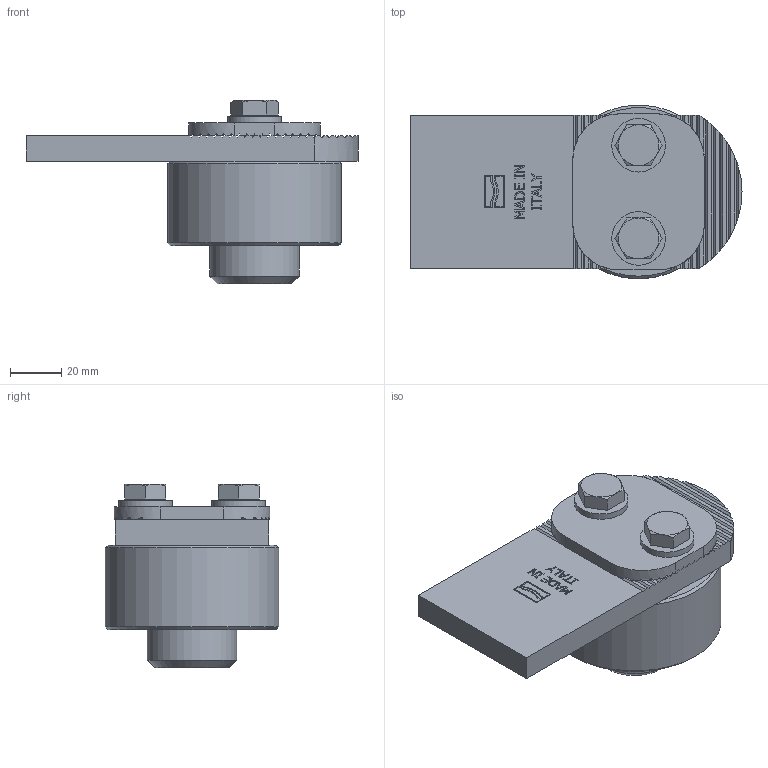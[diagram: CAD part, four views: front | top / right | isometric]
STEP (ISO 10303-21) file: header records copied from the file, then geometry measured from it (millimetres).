
FILE_DESCRIPTION(/* description */ (''),/* implementation_level */ '2;1');
FILE_NAME(/* name */ '10800510 001_Shrinkwrap_1.stp',/* time_stamp */ '2021-06-03T09:55:51+02:00',/* author */ ('sbizzotto'),/* organization */ (''),/* preprocessor_version */ 'ST-DEVELOPER v17.2',/* originating_system */ 'Autodesk Inventor 2019',/* authorisation */ '');
FILE_SCHEMA (('AUTOMOTIVE_DESIGN { 1 0 10303 214 3 1 1 }'));
Length unit declared in the file: millimetre
Products named in the file (1): 10800510  001_Shrinkwrap_1
Bounding box: 130 x 68 x 71.9 mm (x, y, z)
Volume: 208557.7 mm3; surface area: 53291.3 mm2
Topology: 14 solids, 14 shells, 555 faces, 1725 edges, 1136 vertices
Faces by surface type: plane 384, cylinder 61, torus 45, cone 45, sphere 12, bspline 8
Full cylindrical faces by diameter (mm): 10 x6, 10.5 x2, 11 x2, 14.63 x2, 21 x2, 24.9 x1, 25 x1, 35 x1, 37.062 x2, 49.938 x2, 50 x1, 62 x1, 68 x1
Entity records: 20493 total; most frequent: CARTESIAN_POINT 3629, ORIENTED_EDGE 3482, DIRECTION 3454, EDGE_CURVE 1741, AXIS2_PLACEMENT_3D 1197, VERTEX_POINT 1184, LINE 1060, VECTOR 1060
